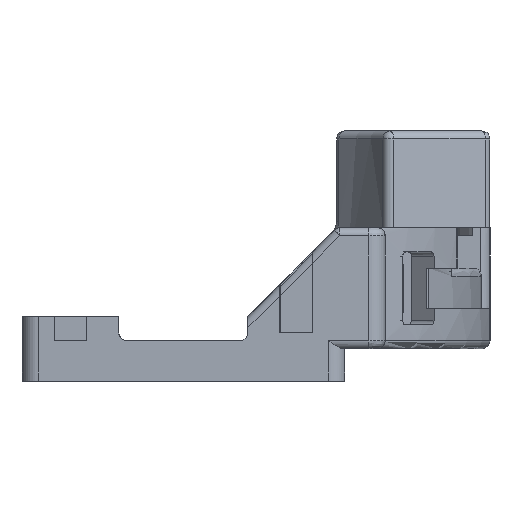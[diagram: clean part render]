
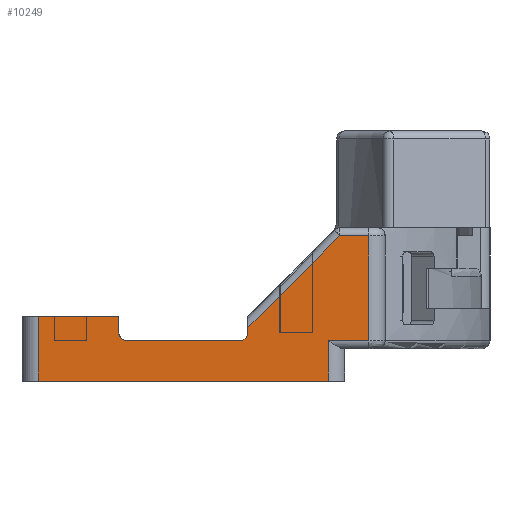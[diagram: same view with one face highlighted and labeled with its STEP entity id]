
A CAD part, left-side view. The second image highlights one B-rep face of the part: STEP entity #10249.
In plain terms, the highlighted planar face has unit normal (-1, 0, 0).
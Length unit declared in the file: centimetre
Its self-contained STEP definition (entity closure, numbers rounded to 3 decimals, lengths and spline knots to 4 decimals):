
#546=FACE_OUTER_BOUND($,#1087,.T.);
#1087=EDGE_LOOP($,(#7034,#7035,#7036,#7037,#7038,#7039,#7040,#7041,#7042,
#7043,#7044,#7045,#7046));
#1730=LINE($,#15234,#2754);
#1731=LINE($,#15237,#2755);
#1759=LINE($,#15331,#2783);
#1760=LINE($,#15335,#2784);
#1784=LINE($,#15474,#2808);
#1788=LINE($,#15513,#2812);
#1799=LINE($,#15536,#2823);
#1800=LINE($,#15538,#2824);
#1801=LINE($,#15539,#2825);
#1802=LINE($,#15543,#2826);
#1803=LINE($,#15546,#2827);
#2754=VECTOR($,#11975,0.8);
#2755=VECTOR($,#11978,1.);
#2783=VECTOR($,#12014,0.5);
#2784=VECTOR($,#12019,0.5);
#2808=VECTOR($,#12097,1.6118);
#2812=VECTOR($,#12117,0.3603);
#2823=VECTOR($,#12138,0.0603);
#2824=VECTOR($,#12141,3.6);
#2825=VECTOR($,#12142,1.3);
#2826=VECTOR($,#12145,1.4);
#2827=VECTOR($,#12148,0.2);
#3792=CIRCLE($,#10890,0.1);
#3793=CIRCLE($,#10891,0.1);
#4213=VERTEX_POINT($,#15228);
#4215=VERTEX_POINT($,#15232);
#4216=VERTEX_POINT($,#15236);
#4247=VERTEX_POINT($,#15319);
#4248=VERTEX_POINT($,#15330);
#4249=VERTEX_POINT($,#15334);
#4293=VERTEX_POINT($,#15471);
#4294=VERTEX_POINT($,#15473);
#4300=VERTEX_POINT($,#15505);
#4309=VERTEX_POINT($,#15534);
#4310=VERTEX_POINT($,#15540);
#4311=VERTEX_POINT($,#15542);
#4312=VERTEX_POINT($,#15544);
#5273=EDGE_CURVE($,#4213,#4215,#1730,.T.);
#5274=EDGE_CURVE($,#4213,#4216,#1731,.F.);
#5307=EDGE_CURVE($,#4248,#4247,#1759,.T.);
#5309=EDGE_CURVE($,#4247,#4249,#1760,.T.);
#5359=EDGE_CURVE($,#4294,#4293,#1784,.T.);
#5370=EDGE_CURVE($,#4300,#4294,#1788,.T.);
#5382=EDGE_CURVE($,#4293,#4309,#1799,.F.);
#5383=EDGE_CURVE($,#4215,#4248,#1800,.T.);
#5384=EDGE_CURVE($,#4249,#4300,#1801,.T.);
#5385=EDGE_CURVE($,#4309,#4310,#3792,.F.);
#5386=EDGE_CURVE($,#4311,#4310,#1802,.F.);
#5387=EDGE_CURVE($,#4311,#4312,#3793,.F.);
#5388=EDGE_CURVE($,#4216,#4312,#1803,.F.);
#7034=ORIENTED_EDGE($,*,*,#5273,.T.);
#7035=ORIENTED_EDGE($,*,*,#5383,.T.);
#7036=ORIENTED_EDGE($,*,*,#5307,.T.);
#7037=ORIENTED_EDGE($,*,*,#5309,.T.);
#7038=ORIENTED_EDGE($,*,*,#5384,.T.);
#7039=ORIENTED_EDGE($,*,*,#5370,.T.);
#7040=ORIENTED_EDGE($,*,*,#5359,.T.);
#7041=ORIENTED_EDGE($,*,*,#5382,.T.);
#7042=ORIENTED_EDGE($,*,*,#5385,.T.);
#7043=ORIENTED_EDGE($,*,*,#5386,.F.);
#7044=ORIENTED_EDGE($,*,*,#5387,.T.);
#7045=ORIENTED_EDGE($,*,*,#5388,.F.);
#7046=ORIENTED_EDGE($,*,*,#5274,.F.);
#9902=PLANE($,#10889);
#10249=ADVANCED_FACE($,(#546),#9902,.F.);
#10889=AXIS2_PLACEMENT_3D($,#15537,#12139,#12140);
#10890=AXIS2_PLACEMENT_3D($,#15541,#12143,#12144);
#10891=AXIS2_PLACEMENT_3D($,#15545,#12146,#12147);
#11975=DIRECTION($,(0.,0.,-1.));
#11978=DIRECTION($,(0.,1.,0.));
#12014=DIRECTION($,(0.,0.,1.));
#12019=DIRECTION($,(0.,-1.,0.));
#12097=DIRECTION($,(0.,0.707,-0.707));
#12117=DIRECTION($,(0.,1.,0.));
#12138=DIRECTION($,(0.,0.,1.));
#12139=DIRECTION('center_axis',(1.,0.,0.));
#12140=DIRECTION('ref_axis',(0.,1.,0.));
#12141=DIRECTION($,(0.,-1.,0.));
#12142=DIRECTION($,(0.,0.,1.));
#12143=DIRECTION('center_axis',(-1.,0.,0.));
#12144=DIRECTION('ref_axis',(0.,-0.707,-0.707));
#12145=DIRECTION($,(0.,1.,0.));
#12146=DIRECTION('center_axis',(-1.,0.,0.));
#12147=DIRECTION('ref_axis',(0.,0.707,-0.707));
#12148=DIRECTION($,(0.,0.,1.));
#15228=CARTESIAN_POINT('',(-7.4897,9.2901,0.8));
#15232=CARTESIAN_POINT('',(-7.4897,9.2901,0.));
#15234=CARTESIAN_POINT($,(-7.4897,9.2901,0.025));
#15236=CARTESIAN_POINT('',(-7.4897,8.2901,0.8));
#15237=CARTESIAN_POINT($,(-7.4897,6.4901,0.8));
#15319=CARTESIAN_POINT('',(-7.4897,5.6901,0.5));
#15330=CARTESIAN_POINT('',(-7.4897,5.6901,0.));
#15331=CARTESIAN_POINT($,(-7.4897,5.6901,0.025));
#15334=CARTESIAN_POINT('',(-7.4897,5.1901,0.5));
#15335=CARTESIAN_POINT($,(-7.4897,5.3401,0.5));
#15471=CARTESIAN_POINT('',(-7.4897,6.6901,0.6603));
#15473=CARTESIAN_POINT('',(-7.4897,5.5504,1.8));
#15474=CARTESIAN_POINT($,(-7.4897,6.5457,0.8047));
#15505=CARTESIAN_POINT('',(-7.4897,5.1901,1.8));
#15513=CARTESIAN_POINT($,(-7.4897,6.4901,1.8));
#15534=CARTESIAN_POINT('',(-7.4897,6.6901,0.6));
#15536=CARTESIAN_POINT($,(-7.4897,6.6901,0.35));
#15537=CARTESIAN_POINT('Origin',(-7.4897,5.4901,-0.1));
#15538=CARTESIAN_POINT($,(-7.4897,6.4901,0.));
#15539=CARTESIAN_POINT($,(-7.4897,5.1901,0.025));
#15540=CARTESIAN_POINT('',(-7.4897,6.7901,0.5));
#15541=CARTESIAN_POINT('Origin',(-7.4897,6.7901,0.6));
#15542=CARTESIAN_POINT('',(-7.4897,8.1901,0.5));
#15543=CARTESIAN_POINT($,(-7.4897,9.7988,0.5));
#15544=CARTESIAN_POINT('',(-7.4897,8.2901,0.6));
#15545=CARTESIAN_POINT('Origin',(-7.4897,8.1901,0.6));
#15546=CARTESIAN_POINT($,(-7.4897,8.2901,0.35));
